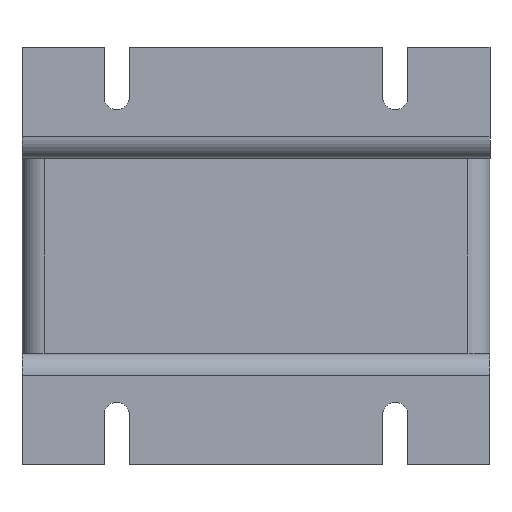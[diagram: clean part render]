
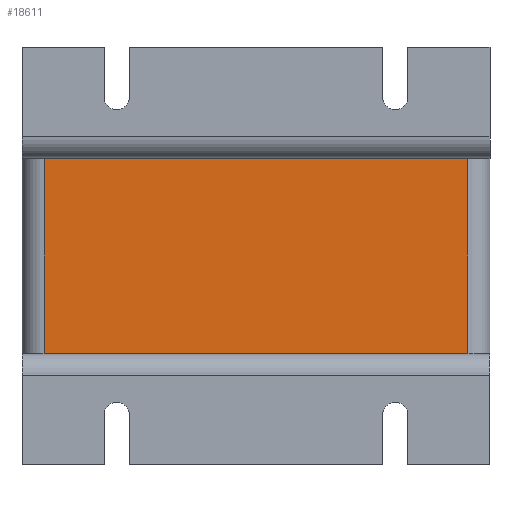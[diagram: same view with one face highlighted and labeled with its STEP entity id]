
A CAD part, left-side view. The second image highlights one B-rep face of the part: STEP entity #18611.
In plain terms, the highlighted planar face has unit normal (-1, 0, 0).
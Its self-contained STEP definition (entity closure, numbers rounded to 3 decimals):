
#394 = VECTOR ( 'NONE', #16675, 1000. ) ;
#595 = VECTOR ( 'NONE', #6569, 1000. ) ;
#796 = VERTEX_POINT ( 'NONE', #3396 ) ;
#1108 = CARTESIAN_POINT ( 'NONE',  ( -57., -76., -35. ) ) ;
#2949 = VECTOR ( 'NONE', #11795, 1000. ) ;
#3396 = CARTESIAN_POINT ( 'NONE',  ( -57., -76., -35. ) ) ;
#3895 = ORIENTED_EDGE ( 'NONE', *, *, #14625, .F. ) ;
#4596 = VERTEX_POINT ( 'NONE', #5586 ) ;
#5586 = CARTESIAN_POINT ( 'NONE',  ( -57., 76., -35. ) ) ;
#6066 = ORIENTED_EDGE ( 'NONE', *, *, #15870, .T. ) ;
#6145 = CARTESIAN_POINT ( 'NONE',  ( -57., -76., 35. ) ) ;
#6232 = VERTEX_POINT ( 'NONE', #10744 ) ;
#6569 = DIRECTION ( 'NONE',  ( 0., 0., -1. ) ) ;
#6724 = CARTESIAN_POINT ( 'NONE',  ( -57., -76., 35. ) ) ;
#7444 = PLANE ( 'NONE',  #15030 ) ;
#8161 = VECTOR ( 'NONE', #20836, 1000. ) ;
#9034 = DIRECTION ( 'NONE',  ( 1., 0., 0. ) ) ;
#10221 = ORIENTED_EDGE ( 'NONE', *, *, #15620, .T. ) ;
#10744 = CARTESIAN_POINT ( 'NONE',  ( -57., 76., 35. ) ) ;
#11346 = EDGE_LOOP ( 'NONE', ( #10221, #20931, #3895, #6066 ) ) ;
#11795 = DIRECTION ( 'NONE',  ( 0., 0., -1. ) ) ;
#12561 = LINE ( 'NONE', #1108, #8161 ) ;
#13834 = LINE ( 'NONE', #14817, #595 ) ;
#14625 = EDGE_CURVE ( 'NONE', #6232, #18255, #17542, .T. ) ;
#14817 = CARTESIAN_POINT ( 'NONE',  ( -57., -76., 35. ) ) ;
#15030 = AXIS2_PLACEMENT_3D ( 'NONE', #15727, #9034, #19038 ) ;
#15620 = EDGE_CURVE ( 'NONE', #4596, #796, #12561, .T. ) ;
#15727 = CARTESIAN_POINT ( 'NONE',  ( -57., -76., 35. ) ) ;
#15739 = EDGE_CURVE ( 'NONE', #18255, #796, #13834, .T. ) ;
#15870 = EDGE_CURVE ( 'NONE', #6232, #4596, #16193, .T. ) ;
#16193 = LINE ( 'NONE', #16726, #2949 ) ;
#16566 = FACE_OUTER_BOUND ( 'NONE', #11346, .T. ) ;
#16675 = DIRECTION ( 'NONE',  ( 0., -1., 0. ) ) ;
#16726 = CARTESIAN_POINT ( 'NONE',  ( -57., 76., 35. ) ) ;
#17542 = LINE ( 'NONE', #6724, #394 ) ;
#18255 = VERTEX_POINT ( 'NONE', #6145 ) ;
#18611 = ADVANCED_FACE ( 'NONE', ( #16566 ), #7444, .F. ) ;
#19038 = DIRECTION ( 'NONE',  ( 0., 1., 0. ) ) ;
#20836 = DIRECTION ( 'NONE',  ( 0., -1., 0. ) ) ;
#20931 = ORIENTED_EDGE ( 'NONE', *, *, #15739, .F. ) ;
